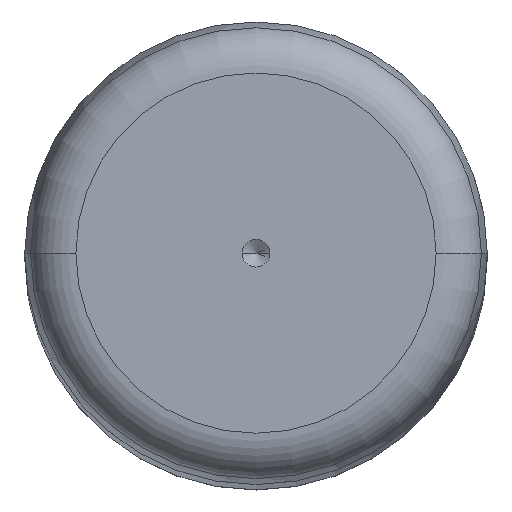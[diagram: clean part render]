
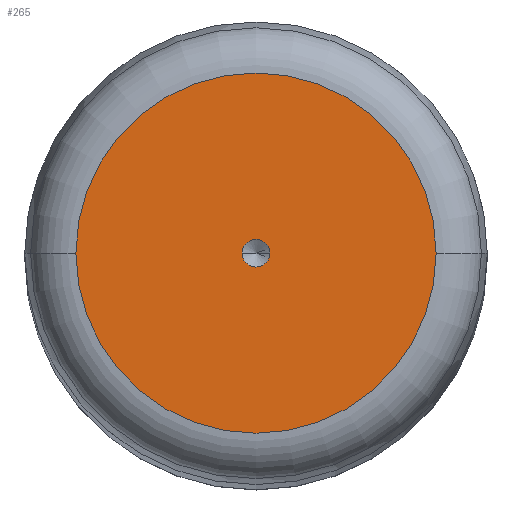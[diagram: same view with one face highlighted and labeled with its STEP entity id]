
A CAD part, top view. The second image highlights one B-rep face of the part: STEP entity #265.
In plain terms, the highlighted planar face has unit normal (0, 0, 1).
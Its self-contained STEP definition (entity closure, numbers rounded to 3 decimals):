
#10 = CARTESIAN_POINT ( 'NONE',  ( -19.467, 0., 350. ) ) ;
#18 = AXIS2_PLACEMENT_3D ( 'NONE', #663, #335, #394 ) ;
#35 = EDGE_LOOP ( 'NONE', ( #244, #170 ) ) ;
#43 = DIRECTION ( 'NONE',  ( 0., 0., 1. ) ) ;
#78 = DIRECTION ( 'NONE',  ( 0., 0., 1. ) ) ;
#79 = EDGE_CURVE ( 'NONE', #440, #506, #200, .T. ) ;
#96 = CARTESIAN_POINT ( 'NONE',  ( 0., 0., 350. ) ) ;
#103 = EDGE_CURVE ( 'NONE', #278, #274, #540, .T. ) ;
#105 = ORIENTED_EDGE ( 'NONE', *, *, #103, .T. ) ;
#166 = AXIS2_PLACEMENT_3D ( 'NONE', #519, #356, #401 ) ;
#170 = ORIENTED_EDGE ( 'NONE', *, *, #79, .F. ) ;
#175 = DIRECTION ( 'NONE',  ( 1., 0., 0. ) ) ;
#195 = DIRECTION ( 'NONE',  ( 0., 0., 1. ) ) ;
#200 = CIRCLE ( 'NONE', #166, 1.5 ) ;
#229 = CIRCLE ( 'NONE', #470, 19.467 ) ;
#230 = EDGE_LOOP ( 'NONE', ( #599, #105 ) ) ;
#244 = ORIENTED_EDGE ( 'NONE', *, *, #261, .F. ) ;
#246 = CARTESIAN_POINT ( 'NONE',  ( -1.5, 0., 350. ) ) ;
#261 = EDGE_CURVE ( 'NONE', #506, #440, #316, .T. ) ;
#265 = ADVANCED_FACE ( 'NONE', ( #587, #419 ), #392, .T. ) ;
#274 = VERTEX_POINT ( 'NONE', #504 ) ;
#278 = VERTEX_POINT ( 'NONE', #10 ) ;
#298 = DIRECTION ( 'NONE',  ( 1., 0., 0. ) ) ;
#316 = CIRCLE ( 'NONE', #584, 1.5 ) ;
#335 = DIRECTION ( 'NONE',  ( 0., 0., 1. ) ) ;
#356 = DIRECTION ( 'NONE',  ( 0., 0., 1. ) ) ;
#390 = EDGE_CURVE ( 'NONE', #274, #278, #229, .T. ) ;
#392 = PLANE ( 'NONE',  #18 ) ;
#394 = DIRECTION ( 'NONE',  ( 1., 0., 0. ) ) ;
#395 = DIRECTION ( 'NONE',  ( 1., 0., 0. ) ) ;
#401 = DIRECTION ( 'NONE',  ( 1., 0., 0. ) ) ;
#418 = AXIS2_PLACEMENT_3D ( 'NONE', #495, #78, #175 ) ;
#419 = FACE_OUTER_BOUND ( 'NONE', #230, .T. ) ;
#440 = VERTEX_POINT ( 'NONE', #246 ) ;
#470 = AXIS2_PLACEMENT_3D ( 'NONE', #96, #195, #298 ) ;
#495 = CARTESIAN_POINT ( 'NONE',  ( 0., 0., 350. ) ) ;
#502 = CARTESIAN_POINT ( 'NONE',  ( 0., 0., 350. ) ) ;
#504 = CARTESIAN_POINT ( 'NONE',  ( 19.467, 0., 350. ) ) ;
#506 = VERTEX_POINT ( 'NONE', #518 ) ;
#518 = CARTESIAN_POINT ( 'NONE',  ( 1.5, 0., 350. ) ) ;
#519 = CARTESIAN_POINT ( 'NONE',  ( 0., 0., 350. ) ) ;
#540 = CIRCLE ( 'NONE', #418, 19.467 ) ;
#584 = AXIS2_PLACEMENT_3D ( 'NONE', #502, #43, #395 ) ;
#587 = FACE_BOUND ( 'NONE', #35, .T. ) ;
#599 = ORIENTED_EDGE ( 'NONE', *, *, #390, .T. ) ;
#663 = CARTESIAN_POINT ( 'NONE',  ( 0., 0., 350. ) ) ;
